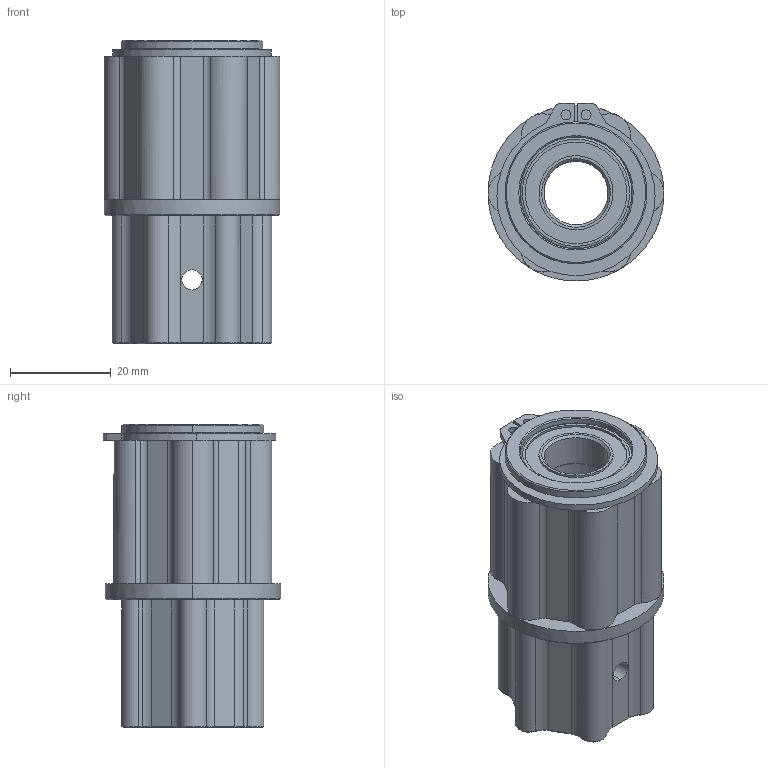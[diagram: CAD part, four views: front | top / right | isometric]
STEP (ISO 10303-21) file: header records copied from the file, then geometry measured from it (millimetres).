
FILE_DESCRIPTION (( 'STEP AP214' ), '1' );
FILE_NAME ('WCP-1751 Rev1.step', '2025-01-31T21:59:54', ( '' ), ( '' ), 'SwSTEP 2.0', 'SolidWorks 2022', '' );
FILE_SCHEMA (( 'AUTOMOTIVE_DESIGN' ));
Length unit declared in the file: inch
Products named in the file (4): WCP-1751-001 Rev1_SplineXL Tube; WCP-1753 Rev1_WCP-1753 Rev1; WCP-0777 Rev1; WCP-1751 Rev1
Assembly tree (4 placements, depth 2):
  WCP-1751 Rev1
    WCP-1751-001 Rev1_SplineXL Tube
    WCP-1753 Rev1_WCP-1753 Rev1
    WCP-0777 Rev1  x2
Bounding box: 34.92 x 35.3 x 60.33 mm (x, y, z)
Volume: 26674.2 mm3; surface area: 15085.4 mm2
Topology: 4 solids, 4 shells, 206 faces, 491 edges, 309 vertices
Faces by surface type: cylinder 107, plane 48, cone 43, bspline 8
Entity records: 5740 total; most frequent: CARTESIAN_POINT 1083, DIRECTION 1028, ORIENTED_EDGE 878, EDGE_CURVE 439, AXIS2_PLACEMENT_3D 414, VERTEX_POINT 277, CIRCLE 231, EDGE_LOOP 204
